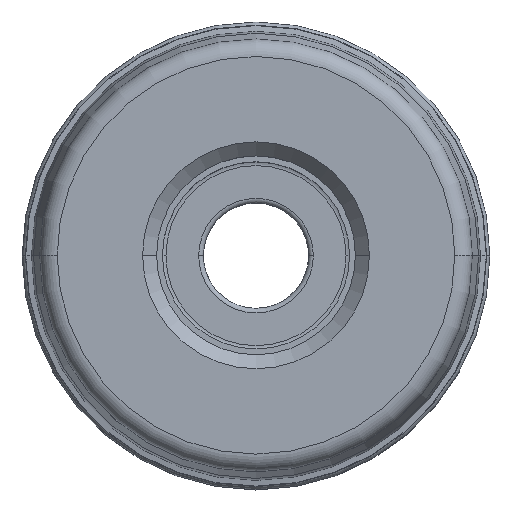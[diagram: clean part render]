
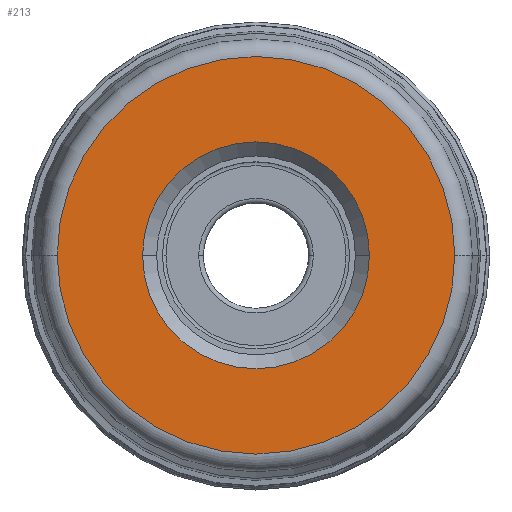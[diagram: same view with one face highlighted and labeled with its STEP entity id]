
A CAD part, top view. The second image highlights one B-rep face of the part: STEP entity #213.
In plain terms, the highlighted planar face has unit normal (0, 0, 1).
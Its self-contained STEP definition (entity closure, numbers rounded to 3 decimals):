
#28=PLANE('',#1940);
#34=FACE_BOUND('',#415,.T.);
#35=FACE_BOUND('',#416,.T.);
#213=ADVANCED_FACE('',(#34,#35),#28,.F.);
#415=EDGE_LOOP('',(#708,#709,#710,#711));
#416=EDGE_LOOP('',(#712,#713,#714,#715));
#708=ORIENTED_EDGE('',*,*,#1219,.F.);
#709=ORIENTED_EDGE('',*,*,#1218,.F.);
#710=ORIENTED_EDGE('',*,*,#1220,.F.);
#711=ORIENTED_EDGE('',*,*,#1221,.F.);
#712=ORIENTED_EDGE('',*,*,#1222,.F.);
#713=ORIENTED_EDGE('',*,*,#1223,.F.);
#714=ORIENTED_EDGE('',*,*,#1224,.F.);
#715=ORIENTED_EDGE('',*,*,#1225,.F.);
#1012=VERTEX_POINT('',#4029);
#1013=VERTEX_POINT('',#4031);
#1014=VERTEX_POINT('',#4033);
#1015=VERTEX_POINT('',#4037);
#1016=VERTEX_POINT('',#4040);
#1017=VERTEX_POINT('',#4041);
#1018=VERTEX_POINT('',#4043);
#1019=VERTEX_POINT('',#4045);
#1218=EDGE_CURVE('',#1013,#1014,#1491,.T.);
#1219=EDGE_CURVE('',#1014,#1012,#1492,.T.);
#1220=EDGE_CURVE('',#1015,#1013,#1493,.T.);
#1221=EDGE_CURVE('',#1012,#1015,#1494,.T.);
#1222=EDGE_CURVE('',#1016,#1017,#1495,.T.);
#1223=EDGE_CURVE('',#1018,#1016,#1496,.T.);
#1224=EDGE_CURVE('',#1019,#1018,#1497,.T.);
#1225=EDGE_CURVE('',#1017,#1019,#1498,.T.);
#1491=CIRCLE('',#1931,17.);
#1492=CIRCLE('',#1932,17.);
#1493=CIRCLE('',#1934,17.);
#1494=CIRCLE('',#1935,17.);
#1495=CIRCLE('',#1936,9.7);
#1496=CIRCLE('',#1937,9.7);
#1497=CIRCLE('',#1938,9.7);
#1498=CIRCLE('',#1939,9.7);
#1931=AXIS2_PLACEMENT_3D('',#4032,#2367,#2368);
#1932=AXIS2_PLACEMENT_3D('',#4034,#2369,#2370);
#1934=AXIS2_PLACEMENT_3D('',#4036,#2373,#2374);
#1935=AXIS2_PLACEMENT_3D('',#4038,#2375,#2376);
#1936=AXIS2_PLACEMENT_3D('',#4039,#2377,#2378);
#1937=AXIS2_PLACEMENT_3D('',#4042,#2379,#2380);
#1938=AXIS2_PLACEMENT_3D('',#4044,#2381,#2382);
#1939=AXIS2_PLACEMENT_3D('',#4046,#2383,#2384);
#1940=AXIS2_PLACEMENT_3D('',#4047,#2385,#2386);
#2367=DIRECTION('',(0.,0.,-1.));
#2368=DIRECTION('',(-1.,0.,0.));
#2369=DIRECTION('',(0.,0.,-1.));
#2370=DIRECTION('',(-1.,0.001,0.));
#2373=DIRECTION('',(0.,0.,-1.));
#2374=DIRECTION('',(1.,-0.001,0.));
#2375=DIRECTION('',(0.,0.,-1.));
#2376=DIRECTION('',(1.,0.,0.));
#2377=DIRECTION('',(0.,0.,1.));
#2378=DIRECTION('',(0.,-1.,0.));
#2379=DIRECTION('',(0.,0.,1.));
#2380=DIRECTION('',(-1.,0.,0.));
#2381=DIRECTION('',(0.,0.,1.));
#2382=DIRECTION('',(0.,1.,0.));
#2383=DIRECTION('',(0.,0.,1.));
#2384=DIRECTION('',(1.,0.,0.));
#2385=DIRECTION('',(0.,0.,-1.));
#2386=DIRECTION('',(-1.,0.,0.));
#4029=CARTESIAN_POINT('',(17.,0.,0.));
#4031=CARTESIAN_POINT('',(-17.,0.,0.));
#4032=CARTESIAN_POINT('',(0.,0.,0.));
#4033=CARTESIAN_POINT('',(-17.,0.02,0.));
#4034=CARTESIAN_POINT('',(0.,0.,0.));
#4036=CARTESIAN_POINT('',(0.,0.,0.));
#4037=CARTESIAN_POINT('',(17.,-0.02,0.));
#4038=CARTESIAN_POINT('',(0.,0.,0.));
#4039=CARTESIAN_POINT('',(0.,0.,0.));
#4040=CARTESIAN_POINT('',(0.,-9.7,0.));
#4041=CARTESIAN_POINT('',(9.7,0.,0.));
#4042=CARTESIAN_POINT('',(0.,0.,0.));
#4043=CARTESIAN_POINT('',(-9.7,0.,0.));
#4044=CARTESIAN_POINT('',(0.,0.,0.));
#4045=CARTESIAN_POINT('',(0.,9.7,0.));
#4046=CARTESIAN_POINT('',(0.,0.,0.));
#4047=CARTESIAN_POINT('',(0.,0.,0.));
